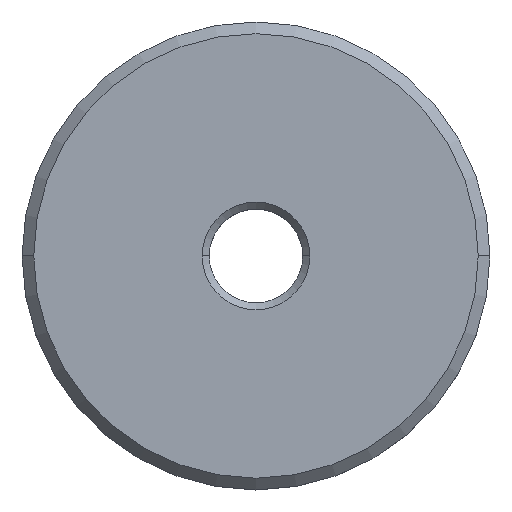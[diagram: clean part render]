
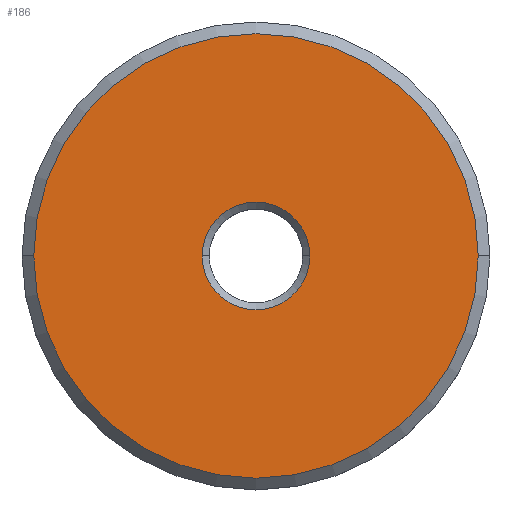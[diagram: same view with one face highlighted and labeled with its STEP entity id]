
A CAD part, top view. The second image highlights one B-rep face of the part: STEP entity #186.
In plain terms, the highlighted planar face has unit normal (0, 0, 1).
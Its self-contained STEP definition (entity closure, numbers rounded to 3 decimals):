
#28 = EDGE_CURVE ( 'NONE', #29, #83, #320, .T. ) ;
#29 = VERTEX_POINT ( 'NONE', #325 ) ;
#54 = EDGE_LOOP ( 'NONE', ( #165, #167 ) ) ;
#83 = VERTEX_POINT ( 'NONE', #219 ) ;
#143 = VERTEX_POINT ( 'NONE', #563 ) ;
#144 = VERTEX_POINT ( 'NONE', #562 ) ;
#155 = EDGE_CURVE ( 'NONE', #143, #144, #542, .T. ) ;
#158 = ORIENTED_EDGE ( 'NONE', *, *, #159, .T. ) ;
#159 = EDGE_CURVE ( 'NONE', #144, #143, #596, .T. ) ;
#165 = ORIENTED_EDGE ( 'NONE', *, *, #166, .T. ) ;
#166 = EDGE_CURVE ( 'NONE', #83, #29, #509, .T. ) ;
#167 = ORIENTED_EDGE ( 'NONE', *, *, #28, .T. ) ;
#168 = EDGE_LOOP ( 'NONE', ( #169, #158 ) ) ;
#169 = ORIENTED_EDGE ( 'NONE', *, *, #155, .T. ) ;
#186 = ADVANCED_FACE ( 'NONE', ( #490, #489 ), #488, .T. ) ;
#219 = CARTESIAN_POINT ( 'NONE',  ( -9.5, 0., 0. ) ) ;
#319 = AXIS2_PLACEMENT_3D ( 'NONE', #328, #327, #326 ) ;
#320 = CIRCLE ( 'NONE', #319, 9.5 ) ;
#325 = CARTESIAN_POINT ( 'NONE',  ( 9.5, 0., 0. ) ) ;
#326 = DIRECTION ( 'NONE',  ( 1., 0., 0. ) ) ;
#327 = DIRECTION ( 'NONE',  ( 0., 0., 1. ) ) ;
#328 = CARTESIAN_POINT ( 'NONE',  ( 0., 0., 0. ) ) ;
#483 = DIRECTION ( 'NONE',  ( 1., 0., 0. ) ) ;
#484 = DIRECTION ( 'NONE',  ( 0., 0., 1. ) ) ;
#486 = CARTESIAN_POINT ( 'NONE',  ( 0., 0., 0. ) ) ;
#487 = AXIS2_PLACEMENT_3D ( 'NONE', #486, #484, #483 ) ;
#488 = PLANE ( 'NONE',  #487 ) ;
#489 = FACE_BOUND ( 'NONE', #168, .T. ) ;
#490 = FACE_OUTER_BOUND ( 'NONE', #54, .T. ) ;
#505 = DIRECTION ( 'NONE',  ( 1., 0., 0. ) ) ;
#506 = DIRECTION ( 'NONE',  ( 0., 0., 1. ) ) ;
#507 = CARTESIAN_POINT ( 'NONE',  ( 0., 0., 0. ) ) ;
#508 = AXIS2_PLACEMENT_3D ( 'NONE', #507, #506, #505 ) ;
#509 = CIRCLE ( 'NONE', #508, 9.5 ) ;
#538 = DIRECTION ( 'NONE',  ( 1., 0., 0. ) ) ;
#539 = DIRECTION ( 'NONE',  ( 0., 0., -1. ) ) ;
#540 = CARTESIAN_POINT ( 'NONE',  ( 0., 0., 0. ) ) ;
#541 = AXIS2_PLACEMENT_3D ( 'NONE', #540, #539, #538 ) ;
#542 = CIRCLE ( 'NONE', #541, 2.3 ) ;
#562 = CARTESIAN_POINT ( 'NONE',  ( -2.3, 0., 0. ) ) ;
#563 = CARTESIAN_POINT ( 'NONE',  ( 2.3, 0., 0. ) ) ;
#592 = DIRECTION ( 'NONE',  ( 1., 0., 0. ) ) ;
#593 = DIRECTION ( 'NONE',  ( 0., 0., -1. ) ) ;
#594 = CARTESIAN_POINT ( 'NONE',  ( 0., 0., 0. ) ) ;
#595 = AXIS2_PLACEMENT_3D ( 'NONE', #594, #593, #592 ) ;
#596 = CIRCLE ( 'NONE', #595, 2.3 ) ;
